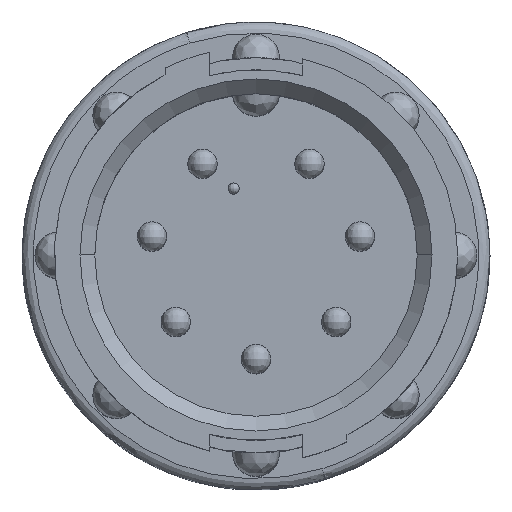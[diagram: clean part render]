
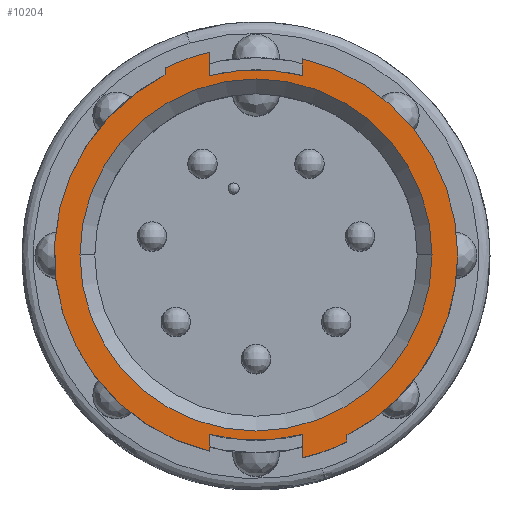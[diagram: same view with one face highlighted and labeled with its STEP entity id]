
A CAD part, top view. The second image highlights one B-rep face of the part: STEP entity #10204.
In plain terms, the highlighted planar face has unit normal (0, 0, 1).
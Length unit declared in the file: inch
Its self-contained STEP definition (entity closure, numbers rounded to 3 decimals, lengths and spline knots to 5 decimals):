
#82 = DIRECTION ( 'NONE',  ( 1., 0., 0. ) ) ;
#83 = DIRECTION ( 'NONE',  ( 0., 0., 1. ) ) ;
#84 = CARTESIAN_POINT ( 'NONE',  ( 0., 0., 0. ) ) ;
#420 = DIRECTION ( 'NONE',  ( 1., 0., 0. ) ) ;
#421 = DIRECTION ( 'NONE',  ( 0., 0., -1. ) ) ;
#422 = CARTESIAN_POINT ( 'NONE',  ( 0., 0., 0. ) ) ;
#778 = CARTESIAN_POINT ( 'NONE',  ( 0.0625, 0.26421, 0. ) ) ;
#784 = CARTESIAN_POINT ( 'NONE',  ( -0.0625, 0.24155, 0. ) ) ;
#785 = CARTESIAN_POINT ( 'NONE',  ( 0.0625, 0.24155, 0. ) ) ;
#794 = CARTESIAN_POINT ( 'NONE',  ( -0.0625, -0.26421, 0. ) ) ;
#836 = CARTESIAN_POINT ( 'NONE',  ( -0.1225, 0.24229, 0. ) ) ;
#847 = CARTESIAN_POINT ( 'NONE',  ( 0.1225, -0.25178, 0. ) ) ;
#852 = CARTESIAN_POINT ( 'NONE',  ( 0.0625, -0.27294, 0. ) ) ;
#901 = CARTESIAN_POINT ( 'NONE',  ( -0.0625, 0.27294, 0. ) ) ;
#921 = CARTESIAN_POINT ( 'NONE',  ( 0.0625, -0.24155, 0. ) ) ;
#946 = CARTESIAN_POINT ( 'NONE',  ( -0.237, 0., 0. ) ) ;
#961 = CARTESIAN_POINT ( 'NONE',  ( 0.237, 0., 0. ) ) ;
#963 = CARTESIAN_POINT ( 'NONE',  ( 0.1225, -0.24229, 0. ) ) ;
#964 = CARTESIAN_POINT ( 'NONE',  ( -0.0625, -0.24155, 0. ) ) ;
#965 = CARTESIAN_POINT ( 'NONE',  ( 0.2715, 0., 0. ) ) ;
#1012 = CARTESIAN_POINT ( 'NONE',  ( -0.1225, 0.25178, 0. ) ) ;
#1118 = ORIENTED_EDGE ( 'NONE', *, *, #9874, .F. ) ;
#1400 = EDGE_LOOP ( 'NONE', ( #1898, #1914 ) ) ;
#1414 = EDGE_LOOP ( 'NONE', ( #1880, #1895, #1118, #1956, #1903, #1957, #1961, #1973, #1975, #1970, #1967, #1968, #1966 ) ) ;
#1483 = VERTEX_POINT ( 'NONE', #1012 ) ;
#1627 = VERTEX_POINT ( 'NONE', #965 ) ;
#1629 = VERTEX_POINT ( 'NONE', #964 ) ;
#1636 = VERTEX_POINT ( 'NONE', #963 ) ;
#1648 = VERTEX_POINT ( 'NONE', #961 ) ;
#1690 = VERTEX_POINT ( 'NONE', #946 ) ;
#1797 = VERTEX_POINT ( 'NONE', #921 ) ;
#1873 = VERTEX_POINT ( 'NONE', #901 ) ;
#1880 = ORIENTED_EDGE ( 'NONE', *, *, #9622, .F. ) ;
#1895 = ORIENTED_EDGE ( 'NONE', *, *, #9526, .F. ) ;
#1898 = ORIENTED_EDGE ( 'NONE', *, *, #9596, .F. ) ;
#1903 = ORIENTED_EDGE ( 'NONE', *, *, #9824, .F. ) ;
#1914 = ORIENTED_EDGE ( 'NONE', *, *, #9812, .F. ) ;
#1956 = ORIENTED_EDGE ( 'NONE', *, *, #10155, .F. ) ;
#1957 = ORIENTED_EDGE ( 'NONE', *, *, #10002, .F. ) ;
#1961 = ORIENTED_EDGE ( 'NONE', *, *, #10048, .F. ) ;
#1966 = ORIENTED_EDGE ( 'NONE', *, *, #9749, .F. ) ;
#1967 = ORIENTED_EDGE ( 'NONE', *, *, #9723, .F. ) ;
#1968 = ORIENTED_EDGE ( 'NONE', *, *, #9904, .F. ) ;
#1970 = ORIENTED_EDGE ( 'NONE', *, *, #9667, .F. ) ;
#1973 = ORIENTED_EDGE ( 'NONE', *, *, #9793, .T. ) ;
#1975 = ORIENTED_EDGE ( 'NONE', *, *, #10123, .F. ) ;
#2060 = VERTEX_POINT ( 'NONE', #852 ) ;
#2077 = VERTEX_POINT ( 'NONE', #847 ) ;
#2134 = VERTEX_POINT ( 'NONE', #836 ) ;
#2301 = VERTEX_POINT ( 'NONE', #794 ) ;
#2317 = VERTEX_POINT ( 'NONE', #785 ) ;
#2320 = VERTEX_POINT ( 'NONE', #784 ) ;
#2332 = VERTEX_POINT ( 'NONE', #778 ) ;
#2385 = VECTOR ( 'NONE', #7314, 39.37008 ) ;
#2449 = AXIS2_PLACEMENT_3D ( 'NONE', #422, #421, #420 ) ;
#2499 = AXIS2_PLACEMENT_3D ( 'NONE', #84, #83, #82 ) ;
#2540 = VECTOR ( 'NONE', #7727, 39.37008 ) ;
#2553 = AXIS2_PLACEMENT_3D ( 'NONE', #7094, #7093, #7092 ) ;
#2935 = PLANE ( 'NONE',  #5963 ) ;
#2936 = CARTESIAN_POINT ( 'NONE',  ( 0., 0.237, 0. ) ) ;
#2937 = DIRECTION ( 'NONE',  ( 0., 0., -1. ) ) ;
#2938 = DIRECTION ( 'NONE',  ( -1., 0., 0. ) ) ;
#3970 = DIRECTION ( 'NONE',  ( 0., 1., 0. ) ) ;
#3971 = CARTESIAN_POINT ( 'NONE',  ( -0.1225, 0.237, 0. ) ) ;
#3972 = LINE ( 'NONE', #3971, #6211 ) ;
#4435 = DIRECTION ( 'NONE',  ( 0., 1., 0. ) ) ;
#4436 = CARTESIAN_POINT ( 'NONE',  ( 0.0625, 0.237, 0. ) ) ;
#4437 = LINE ( 'NONE', #4436, #6234 ) ;
#4648 = DIRECTION ( 'NONE',  ( 0., -1., 0. ) ) ;
#4649 = CARTESIAN_POINT ( 'NONE',  ( 0.1225, 0.237, 0. ) ) ;
#4650 = LINE ( 'NONE', #4649, #6277 ) ;
#4686 = DIRECTION ( 'NONE',  ( 1., 0., 0. ) ) ;
#4687 = DIRECTION ( 'NONE',  ( 0., 0., 1. ) ) ;
#4691 = DIRECTION ( 'NONE',  ( 0., -1., 0. ) ) ;
#4692 = CARTESIAN_POINT ( 'NONE',  ( 0.0625, 0.26421, 0. ) ) ;
#4694 = LINE ( 'NONE', #4692, #6287 ) ;
#4695 = CARTESIAN_POINT ( 'NONE',  ( 0., 0., 0. ) ) ;
#5160 = CARTESIAN_POINT ( 'NONE',  ( 0., 0., 0. ) ) ;
#5161 = DIRECTION ( 'NONE',  ( 0., 0., -1. ) ) ;
#5162 = DIRECTION ( 'NONE',  ( 1., 0., 0. ) ) ;
#5264 = CARTESIAN_POINT ( 'NONE',  ( 0., 0., 0. ) ) ;
#5265 = DIRECTION ( 'NONE',  ( 0., 0., -1. ) ) ;
#5266 = DIRECTION ( 'NONE',  ( 1., 0., 0. ) ) ;
#5963 = AXIS2_PLACEMENT_3D ( 'NONE', #2936, #2937, #2938 ) ;
#5965 = FACE_OUTER_BOUND ( 'NONE', #1414, .T. ) ;
#5968 = FACE_BOUND ( 'NONE', #1400, .T. ) ;
#6007 = AXIS2_PLACEMENT_3D ( 'NONE', #5264, #5265, #5266 ) ;
#6026 = AXIS2_PLACEMENT_3D ( 'NONE', #5160, #5161, #5162 ) ;
#6091 = AXIS2_PLACEMENT_3D ( 'NONE', #8682, #8683, #8684 ) ;
#6133 = AXIS2_PLACEMENT_3D ( 'NONE', #8081, #8082, #8083 ) ;
#6211 = VECTOR ( 'NONE', #3970, 39.37008 ) ;
#6234 = VECTOR ( 'NONE', #4435, 39.37008 ) ;
#6277 = VECTOR ( 'NONE', #4648, 39.37008 ) ;
#6287 = VECTOR ( 'NONE', #4691, 39.37008 ) ;
#6288 = AXIS2_PLACEMENT_3D ( 'NONE', #4695, #4687, #4686 ) ;
#6323 = AXIS2_PLACEMENT_3D ( 'NONE', #6990, #6989, #6988 ) ;
#6988 = DIRECTION ( 'NONE',  ( 1., 0., 0. ) ) ;
#6989 = DIRECTION ( 'NONE',  ( 0., 0., -1. ) ) ;
#6990 = CARTESIAN_POINT ( 'NONE',  ( 0., 0., 0. ) ) ;
#7092 = DIRECTION ( 'NONE',  ( 1., 0., 0. ) ) ;
#7093 = DIRECTION ( 'NONE',  ( 0., 0., -1. ) ) ;
#7094 = CARTESIAN_POINT ( 'NONE',  ( 0., 0., 0. ) ) ;
#7314 = DIRECTION ( 'NONE',  ( 0., -1., 0. ) ) ;
#7315 = CARTESIAN_POINT ( 'NONE',  ( -0.0625, 0.237, 0. ) ) ;
#7316 = LINE ( 'NONE', #7315, #2385 ) ;
#7727 = DIRECTION ( 'NONE',  ( 0., -1., 0. ) ) ;
#7728 = CARTESIAN_POINT ( 'NONE',  ( -0.0625, 0.237, 0. ) ) ;
#7729 = LINE ( 'NONE', #7728, #2540 ) ;
#8081 = CARTESIAN_POINT ( 'NONE',  ( 0., 0., 0. ) ) ;
#8082 = DIRECTION ( 'NONE',  ( 0., 0., -1. ) ) ;
#8083 = DIRECTION ( 'NONE',  ( 1., 0., 0. ) ) ;
#8682 = CARTESIAN_POINT ( 'NONE',  ( 0., 0., 0. ) ) ;
#8683 = DIRECTION ( 'NONE',  ( 0., 0., -1. ) ) ;
#8684 = DIRECTION ( 'NONE',  ( 1., 0., 0. ) ) ;
#9526 = EDGE_CURVE ( 'NONE', #1797, #1629, #9657, .T. ) ;
#9596 = EDGE_CURVE ( 'NONE', #1648, #1690, #9912, .T. ) ;
#9622 = EDGE_CURVE ( 'NONE', #1629, #2301, #7729, .T. ) ;
#9657 = CIRCLE ( 'NONE', #2449, 0.2495 ) ;
#9667 = EDGE_CURVE ( 'NONE', #1873, #2320, #7316, .T. ) ;
#9720 = CIRCLE ( 'NONE', #6026, 0.2495 ) ;
#9723 = EDGE_CURVE ( 'NONE', #1483, #1873, #9939, .T. ) ;
#9737 = CIRCLE ( 'NONE', #6091, 0.2715 ) ;
#9749 = EDGE_CURVE ( 'NONE', #2301, #2134, #10027, .T. ) ;
#9765 = CIRCLE ( 'NONE', #6133, 0.2715 ) ;
#9793 = EDGE_CURVE ( 'NONE', #2332, #2317, #4694, .T. ) ;
#9812 = EDGE_CURVE ( 'NONE', #1690, #1648, #10157, .T. ) ;
#9824 = EDGE_CURVE ( 'NONE', #1636, #2077, #4650, .T. ) ;
#9874 = EDGE_CURVE ( 'NONE', #2060, #1797, #4437, .T. ) ;
#9904 = EDGE_CURVE ( 'NONE', #2134, #1483, #3972, .T. ) ;
#9912 = CIRCLE ( 'NONE', #2499, 0.237 ) ;
#9919 = CIRCLE ( 'NONE', #6007, 0.28 ) ;
#9939 = CIRCLE ( 'NONE', #2553, 0.28 ) ;
#10002 = EDGE_CURVE ( 'NONE', #1627, #1636, #9765, .T. ) ;
#10027 = CIRCLE ( 'NONE', #6323, 0.2715 ) ;
#10048 = EDGE_CURVE ( 'NONE', #2332, #1627, #9737, .T. ) ;
#10123 = EDGE_CURVE ( 'NONE', #2320, #2317, #9720, .T. ) ;
#10155 = EDGE_CURVE ( 'NONE', #2077, #2060, #9919, .T. ) ;
#10157 = CIRCLE ( 'NONE', #6288, 0.237 ) ;
#10204 = ADVANCED_FACE ( 'NONE', ( #5968, #5965 ), #2935, .F. ) ;
